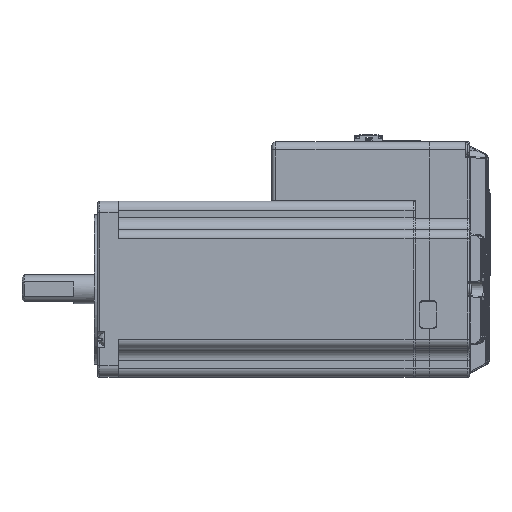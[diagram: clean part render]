
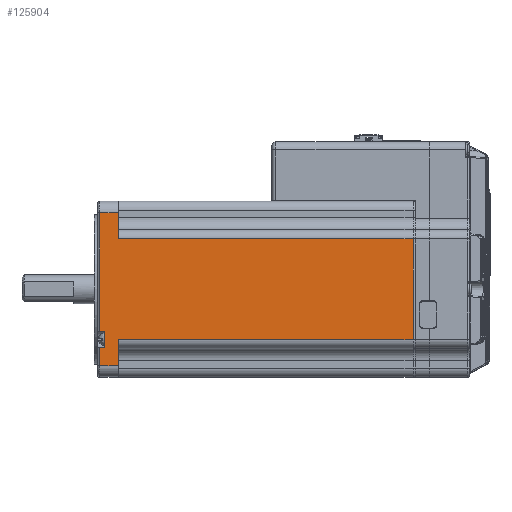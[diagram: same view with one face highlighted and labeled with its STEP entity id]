
A CAD part, top view. The second image highlights one B-rep face of the part: STEP entity #125904.
In plain terms, the highlighted face is planar.
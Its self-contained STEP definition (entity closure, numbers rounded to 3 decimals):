
#3779 = VERTEX_POINT ( 'NONE', #66801 ) ;
#4857 = VERTEX_POINT ( 'NONE', #38902 ) ;
#5763 = VECTOR ( 'NONE', #11692, 1000. ) ;
#8451 = VERTEX_POINT ( 'NONE', #23111 ) ;
#11692 = DIRECTION ( 'NONE',  ( 0., 0., 1. ) ) ;
#13228 = VECTOR ( 'NONE', #158898, 1000. ) ;
#13371 = CARTESIAN_POINT ( 'NONE',  ( -119.958, 118.86, 0. ) ) ;
#14850 = DIRECTION ( 'NONE',  ( 0., 1., 0. ) ) ;
#15804 = VECTOR ( 'NONE', #28841, 1000. ) ;
#17693 = PLANE ( 'NONE',  #118477 ) ;
#18227 = DIRECTION ( 'NONE',  ( -1., 0., 0. ) ) ;
#18585 = VECTOR ( 'NONE', #146343, 1000. ) ;
#23111 = CARTESIAN_POINT ( 'NONE',  ( -119.958, 164.16, -1. ) ) ;
#23365 = LINE ( 'NONE', #66000, #13228 ) ;
#28135 = CARTESIAN_POINT ( 'NONE',  ( -119.958, 118.86, -154. ) ) ;
#28534 = CARTESIAN_POINT ( 'NONE',  ( -119.958, 100.46, -1. ) ) ;
#28841 = DIRECTION ( 'NONE',  ( 0., 0., 1. ) ) ;
#29553 = LINE ( 'NONE', #161751, #104423 ) ;
#31007 = DIRECTION ( 'NONE',  ( 0., -1., 0. ) ) ;
#31160 = LINE ( 'NONE', #52736, #160809 ) ;
#34056 = ORIENTED_EDGE ( 'NONE', *, *, #154740, .F. ) ;
#36870 = EDGE_CURVE ( 'NONE', #129449, #167562, #110409, .T. ) ;
#37251 = LINE ( 'NONE', #59200, #108105 ) ;
#38902 = CARTESIAN_POINT ( 'NONE',  ( -119.958, 164.16, -3.5 ) ) ;
#45017 = DIRECTION ( 'NONE',  ( 0., 1., 0. ) ) ;
#47255 = EDGE_CURVE ( 'NONE', #122547, #48582, #48474, .T. ) ;
#48474 = LINE ( 'NONE', #144758, #50489 ) ;
#48582 = VERTEX_POINT ( 'NONE', #151845 ) ;
#50489 = VECTOR ( 'NONE', #145318, 1000. ) ;
#52711 = EDGE_CURVE ( 'NONE', #8451, #4857, #107411, .T. ) ;
#52736 = CARTESIAN_POINT ( 'NONE',  ( -119.958, 187.155, -10. ) ) ;
#52957 = CARTESIAN_POINT ( 'NONE',  ( -119.958, 164.16, 0. ) ) ;
#55116 = CARTESIAN_POINT ( 'NONE',  ( -119.958, 180.76, -1. ) ) ;
#58456 = ORIENTED_EDGE ( 'NONE', *, *, #52711, .T. ) ;
#59200 = CARTESIAN_POINT ( 'NONE',  ( -119.958, 100.46, -3.5 ) ) ;
#60722 = LINE ( 'NONE', #98196, #151941 ) ;
#66000 = CARTESIAN_POINT ( 'NONE',  ( -119.958, 100.46, -1. ) ) ;
#66431 = EDGE_CURVE ( 'NONE', #113829, #68200, #129182, .T. ) ;
#66696 = ORIENTED_EDGE ( 'NONE', *, *, #163601, .T. ) ;
#66801 = CARTESIAN_POINT ( 'NONE',  ( -119.958, 168.06, -10. ) ) ;
#67125 = LINE ( 'NONE', #28534, #18585 ) ;
#67880 = EDGE_CURVE ( 'NONE', #48582, #8451, #23365, .T. ) ;
#68200 = VERTEX_POINT ( 'NONE', #103785 ) ;
#68885 = VECTOR ( 'NONE', #129379, 1000. ) ;
#69814 = VECTOR ( 'NONE', #134518, 1000. ) ;
#70265 = CARTESIAN_POINT ( 'NONE',  ( -119.958, 180.76, -10. ) ) ;
#72222 = ORIENTED_EDGE ( 'NONE', *, *, #36870, .F. ) ;
#80089 = DIRECTION ( 'NONE',  ( 0., 0., -1. ) ) ;
#82156 = CARTESIAN_POINT ( 'NONE',  ( -119.958, 100.46, 0. ) ) ;
#84884 = CARTESIAN_POINT ( 'NONE',  ( -119.958, 171.76, -1. ) ) ;
#88419 = EDGE_CURVE ( 'NONE', #4857, #157112, #37251, .T. ) ;
#88924 = ORIENTED_EDGE ( 'NONE', *, *, #67880, .T. ) ;
#89889 = ORIENTED_EDGE ( 'NONE', *, *, #47255, .T. ) ;
#92816 = CARTESIAN_POINT ( 'NONE',  ( -119.958, 171.76, 0. ) ) ;
#95222 = DIRECTION ( 'NONE',  ( 0., 0., 1. ) ) ;
#98196 = CARTESIAN_POINT ( 'NONE',  ( -119.958, 100.46, -154. ) ) ;
#98601 = LINE ( 'NONE', #144159, #139255 ) ;
#100585 = CARTESIAN_POINT ( 'NONE',  ( -119.958, 106.16, -10. ) ) ;
#103785 = CARTESIAN_POINT ( 'NONE',  ( -119.958, 118.86, -10. ) ) ;
#104423 = VECTOR ( 'NONE', #31007, 1000. ) ;
#105438 = EDGE_CURVE ( 'NONE', #157112, #120788, #165476, .T. ) ;
#107411 = LINE ( 'NONE', #52957, #68885 ) ;
#108105 = VECTOR ( 'NONE', #45017, 1000. ) ;
#110409 = LINE ( 'NONE', #121447, #69814 ) ;
#111775 = DIRECTION ( 'NONE',  ( 0., -1., 0. ) ) ;
#113166 = ORIENTED_EDGE ( 'NONE', *, *, #123858, .T. ) ;
#113829 = VERTEX_POINT ( 'NONE', #28135 ) ;
#115016 = EDGE_CURVE ( 'NONE', #120788, #167562, #67125, .T. ) ;
#118477 = AXIS2_PLACEMENT_3D ( 'NONE', #82156, #18227, #95222 ) ;
#118491 = EDGE_CURVE ( 'NONE', #68200, #122547, #29553, .T. ) ;
#120788 = VERTEX_POINT ( 'NONE', #84884 ) ;
#121447 = CARTESIAN_POINT ( 'NONE',  ( -119.958, 180.76, 0. ) ) ;
#122547 = VERTEX_POINT ( 'NONE', #100585 ) ;
#123858 = EDGE_CURVE ( 'NONE', #3779, #144226, #98601, .T. ) ;
#125904 = ADVANCED_FACE ( 'NONE', ( #164551 ), #17693, .T. ) ;
#128217 = ORIENTED_EDGE ( 'NONE', *, *, #118491, .T. ) ;
#129142 = CARTESIAN_POINT ( 'NONE',  ( -119.958, 171.76, -3.5 ) ) ;
#129182 = LINE ( 'NONE', #13371, #5763 ) ;
#129379 = DIRECTION ( 'NONE',  ( 0., 0., -1. ) ) ;
#129449 = VERTEX_POINT ( 'NONE', #70265 ) ;
#132951 = ORIENTED_EDGE ( 'NONE', *, *, #115016, .T. ) ;
#134518 = DIRECTION ( 'NONE',  ( 0., 0., 1. ) ) ;
#139255 = VECTOR ( 'NONE', #80089, 1000. ) ;
#140770 = CARTESIAN_POINT ( 'NONE',  ( -119.958, 168.06, -154. ) ) ;
#140950 = ORIENTED_EDGE ( 'NONE', *, *, #66431, .T. ) ;
#141927 = ORIENTED_EDGE ( 'NONE', *, *, #88419, .T. ) ;
#144159 = CARTESIAN_POINT ( 'NONE',  ( -119.958, 168.06, 0. ) ) ;
#144226 = VERTEX_POINT ( 'NONE', #140770 ) ;
#144758 = CARTESIAN_POINT ( 'NONE',  ( -119.958, 106.16, 0. ) ) ;
#145318 = DIRECTION ( 'NONE',  ( 0., 0., 1. ) ) ;
#146343 = DIRECTION ( 'NONE',  ( 0., 1., 0. ) ) ;
#149156 = ORIENTED_EDGE ( 'NONE', *, *, #105438, .T. ) ;
#151845 = CARTESIAN_POINT ( 'NONE',  ( -119.958, 106.16, -1. ) ) ;
#151941 = VECTOR ( 'NONE', #111775, 1000. ) ;
#154740 = EDGE_CURVE ( 'NONE', #3779, #129449, #31160, .T. ) ;
#157112 = VERTEX_POINT ( 'NONE', #129142 ) ;
#158898 = DIRECTION ( 'NONE',  ( 0., 1., 0. ) ) ;
#160478 = EDGE_LOOP ( 'NONE', ( #113166, #66696, #140950, #128217, #89889, #88924, #58456, #141927, #149156, #132951, #72222, #34056 ) ) ;
#160809 = VECTOR ( 'NONE', #14850, 1000. ) ;
#161751 = CARTESIAN_POINT ( 'NONE',  ( -119.958, 100.46, -10. ) ) ;
#163601 = EDGE_CURVE ( 'NONE', #144226, #113829, #60722, .T. ) ;
#164551 = FACE_OUTER_BOUND ( 'NONE', #160478, .T. ) ;
#165476 = LINE ( 'NONE', #92816, #15804 ) ;
#167562 = VERTEX_POINT ( 'NONE', #55116 ) ;
